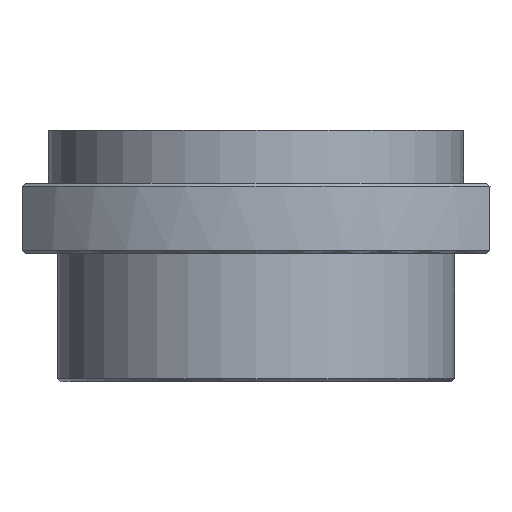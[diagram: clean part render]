
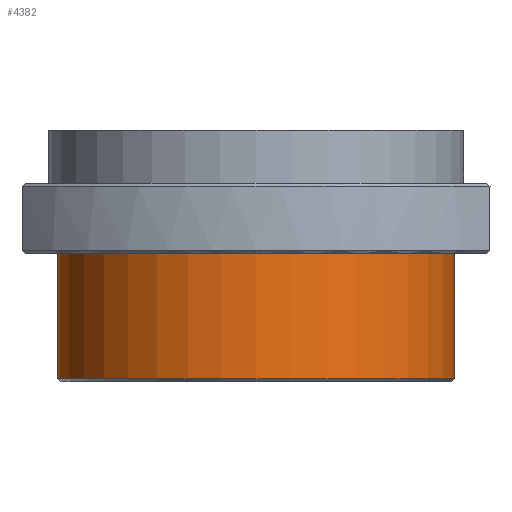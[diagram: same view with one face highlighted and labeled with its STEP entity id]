
A CAD part, front view. The second image highlights one B-rep face of the part: STEP entity #4382.
In plain terms, the highlighted cylindrical face has radius 45 mm (diameter 90 mm), a partial arc.
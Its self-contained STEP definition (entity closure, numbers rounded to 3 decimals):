
#286 = DIRECTION ( 'NONE',  ( 0., 0., -1. ) ) ;
#505 = VERTEX_POINT ( 'NONE', #19111 ) ;
#638 = AXIS2_PLACEMENT_3D ( 'NONE', #3402, #1430, #18881 ) ;
#975 = EDGE_CURVE ( 'NONE', #4930, #9155, #11485, .T. ) ;
#1430 = DIRECTION ( 'NONE',  ( 0., 0., 1. ) ) ;
#1676 = CIRCLE ( 'NONE', #638, 45. ) ;
#2200 = EDGE_LOOP ( 'NONE', ( #15816, #6157, #11036, #8113, #3779 ) ) ;
#2262 = CARTESIAN_POINT ( 'NONE',  ( 0., 0., 29. ) ) ;
#2599 = CARTESIAN_POINT ( 'NONE',  ( 45., 0., 29. ) ) ;
#3402 = CARTESIAN_POINT ( 'NONE',  ( 0., 0., 0.75 ) ) ;
#3489 = VERTEX_POINT ( 'NONE', #11254 ) ;
#3779 = ORIENTED_EDGE ( 'NONE', *, *, #5292, .T. ) ;
#4302 = EDGE_CURVE ( 'NONE', #3489, #9997, #18100, .T. ) ;
#4382 = ADVANCED_FACE ( 'NONE', ( #8440 ), #9438, .T. ) ;
#4735 = DIRECTION ( 'NONE',  ( 0., 0., -1. ) ) ;
#4930 = VERTEX_POINT ( 'NONE', #2599 ) ;
#5292 = EDGE_CURVE ( 'NONE', #9997, #505, #1676, .T. ) ;
#6157 = ORIENTED_EDGE ( 'NONE', *, *, #975, .T. ) ;
#6729 = CARTESIAN_POINT ( 'NONE',  ( 45., 0., 29. ) ) ;
#7099 = DIRECTION ( 'NONE',  ( -1., 0., 0. ) ) ;
#7723 = DIRECTION ( 'NONE',  ( 0., 0., -1. ) ) ;
#8113 = ORIENTED_EDGE ( 'NONE', *, *, #4302, .T. ) ;
#8440 = FACE_OUTER_BOUND ( 'NONE', #2200, .T. ) ;
#9090 = DIRECTION ( 'NONE',  ( 0., 0., 1. ) ) ;
#9155 = VERTEX_POINT ( 'NONE', #10064 ) ;
#9438 = CYLINDRICAL_SURFACE ( 'NONE', #12441, 45. ) ;
#9684 = CARTESIAN_POINT ( 'NONE',  ( -45., 0., 29. ) ) ;
#9997 = VERTEX_POINT ( 'NONE', #10534 ) ;
#10064 = CARTESIAN_POINT ( 'NONE',  ( -45., 0., 29. ) ) ;
#10153 = VECTOR ( 'NONE', #4735, 1000. ) ;
#10534 = CARTESIAN_POINT ( 'NONE',  ( 0., -45., 0.75 ) ) ;
#10721 = LINE ( 'NONE', #6729, #10153 ) ;
#11036 = ORIENTED_EDGE ( 'NONE', *, *, #16200, .T. ) ;
#11048 = CARTESIAN_POINT ( 'NONE',  ( 0., 0., 0.75 ) ) ;
#11254 = CARTESIAN_POINT ( 'NONE',  ( -45., 0., 0.75 ) ) ;
#11485 = CIRCLE ( 'NONE', #17988, 45. ) ;
#11685 = LINE ( 'NONE', #9684, #16265 ) ;
#12441 = AXIS2_PLACEMENT_3D ( 'NONE', #19153, #17137, #15151 ) ;
#15151 = DIRECTION ( 'NONE',  ( -1., 0., 0. ) ) ;
#15816 = ORIENTED_EDGE ( 'NONE', *, *, #18947, .F. ) ;
#16200 = EDGE_CURVE ( 'NONE', #9155, #3489, #11685, .T. ) ;
#16265 = VECTOR ( 'NONE', #7723, 1000. ) ;
#17137 = DIRECTION ( 'NONE',  ( 0., 0., -1. ) ) ;
#17765 = DIRECTION ( 'NONE',  ( -1., 0., 0. ) ) ;
#17988 = AXIS2_PLACEMENT_3D ( 'NONE', #2262, #286, #17765 ) ;
#18100 = CIRCLE ( 'NONE', #18346, 45. ) ;
#18346 = AXIS2_PLACEMENT_3D ( 'NONE', #11048, #9090, #7099 ) ;
#18881 = DIRECTION ( 'NONE',  ( -1., 0., 0. ) ) ;
#18947 = EDGE_CURVE ( 'NONE', #4930, #505, #10721, .T. ) ;
#19111 = CARTESIAN_POINT ( 'NONE',  ( 45., 0., 0.75 ) ) ;
#19153 = CARTESIAN_POINT ( 'NONE',  ( 0., 0., 29. ) ) ;
